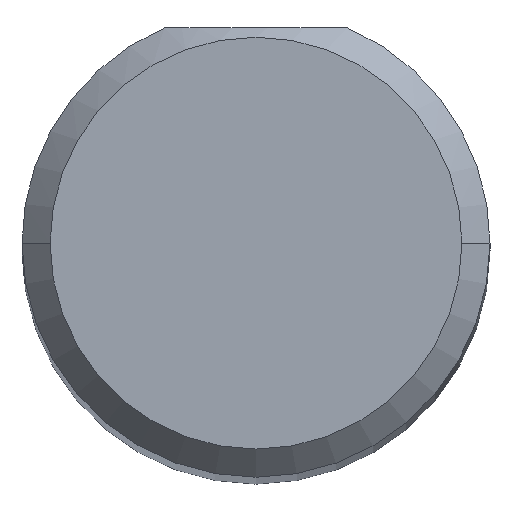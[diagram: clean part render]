
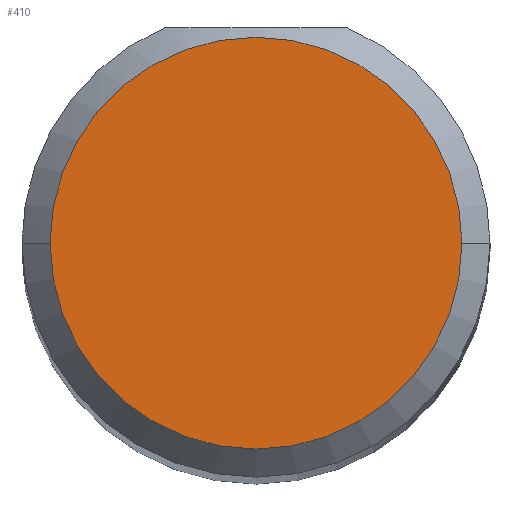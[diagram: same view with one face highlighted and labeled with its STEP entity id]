
A CAD part, top view. The second image highlights one B-rep face of the part: STEP entity #410.
In plain terms, the highlighted planar face has unit normal (0, 0, 1).
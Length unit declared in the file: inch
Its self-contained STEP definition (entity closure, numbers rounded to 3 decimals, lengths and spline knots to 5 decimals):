
#19 = AXIS2_PLACEMENT_3D ( 'NONE', #252, #602, #538 ) ;
#53 = EDGE_CURVE ( 'NONE', #138, #365, #641, .T. ) ;
#88 = CIRCLE ( 'NONE', #19, 0.11 ) ;
#103 = EDGE_LOOP ( 'NONE', ( #613, #169 ) ) ;
#117 = EDGE_CURVE ( 'NONE', #365, #138, #88, .T. ) ;
#118 = CARTESIAN_POINT ( 'NONE',  ( 0.5, 0., 2.5 ) ) ;
#138 = VERTEX_POINT ( 'NONE', #189 ) ;
#168 = FACE_OUTER_BOUND ( 'NONE', #103, .T. ) ;
#169 = ORIENTED_EDGE ( 'NONE', *, *, #117, .F. ) ;
#178 = DIRECTION ( 'NONE',  ( 0., 0., 1. ) ) ;
#187 = AXIS2_PLACEMENT_3D ( 'NONE', #422, #589, #379 ) ;
#189 = CARTESIAN_POINT ( 'NONE',  ( 0.61, 0., 2.5 ) ) ;
#232 = PLANE ( 'NONE',  #644 ) ;
#252 = CARTESIAN_POINT ( 'NONE',  ( 0.5, 0., 2.5 ) ) ;
#365 = VERTEX_POINT ( 'NONE', #581 ) ;
#379 = DIRECTION ( 'NONE',  ( -1., 0., 0. ) ) ;
#410 = ADVANCED_FACE ( 'NONE', ( #168 ), #232, .T. ) ;
#422 = CARTESIAN_POINT ( 'NONE',  ( 0.5, 0., 2.5 ) ) ;
#538 = DIRECTION ( 'NONE',  ( -1., 0., 0. ) ) ;
#581 = CARTESIAN_POINT ( 'NONE',  ( 0.39, 0., 2.5 ) ) ;
#588 = DIRECTION ( 'NONE',  ( -1., 0., 0. ) ) ;
#589 = DIRECTION ( 'NONE',  ( 0., 0., -1. ) ) ;
#602 = DIRECTION ( 'NONE',  ( 0., 0., -1. ) ) ;
#613 = ORIENTED_EDGE ( 'NONE', *, *, #53, .F. ) ;
#641 = CIRCLE ( 'NONE', #187, 0.11 ) ;
#644 = AXIS2_PLACEMENT_3D ( 'NONE', #118, #178, #588 ) ;
